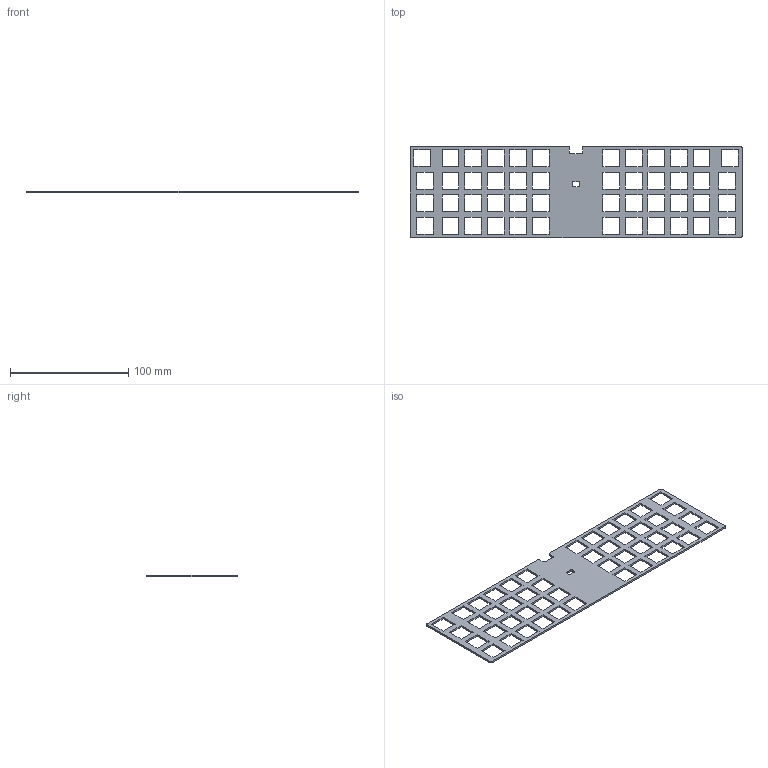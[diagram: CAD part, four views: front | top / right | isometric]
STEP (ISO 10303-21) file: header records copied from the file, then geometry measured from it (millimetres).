
FILE_DESCRIPTION(('KiCad electronic assembly'),'2;1');
FILE_NAME('cmdr-keyboard-top-plate.step','2022-10-02T16:20:06',('Pcbnew' ),('Kicad'),'Open CASCADE STEP processor 7.6', 'KiCad to STEP converter','Unknown');
FILE_SCHEMA(('AUTOMOTIVE_DESIGN { 1 0 10303 214 1 1 1 1 }'));
Length unit declared in the file: millimetre
Products named in the file (2): cmdr-keyboard-top-plate 1; cmdr-keyboard-top-plate PCB
Assembly tree (1 placements, depth 2):
  cmdr-keyboard-top-plate 1
    cmdr-keyboard-top-plate PCB
Bounding box: 280.67 x 77.47 x 1.6 mm (x, y, z)
Volume: 19143.8 mm3; surface area: 29482 mm2
Topology: 1 solids, 1 shells, 219 faces, 651 edges, 434 vertices
Faces by surface type: plane 207, cylinder 12
Entity records: 15987 total; most frequent: CARTESIAN_POINT 2752, DIRECTION 2395, LINE 1905, VECTOR 1905, ORIENTED_EDGE 1302, PCURVE 1302, DEFINITIONAL_REPRESENTATION 1302, EDGE_CURVE 651
